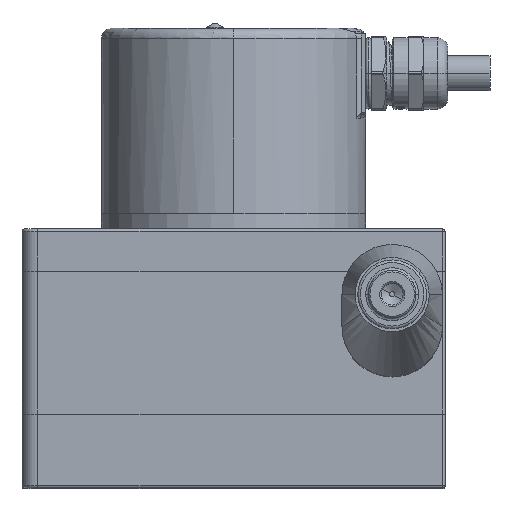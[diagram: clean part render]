
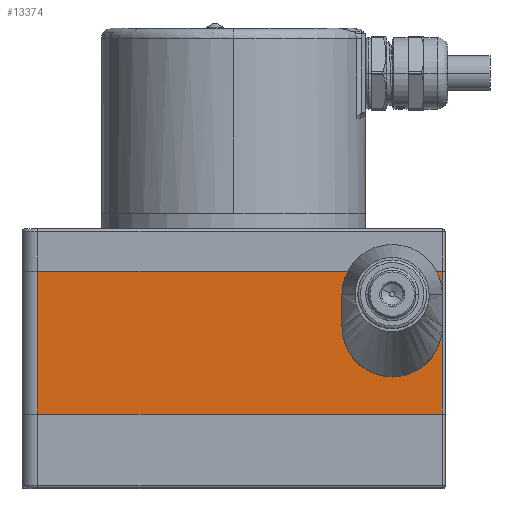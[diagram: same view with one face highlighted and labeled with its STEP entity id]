
A CAD part, top view. The second image highlights one B-rep face of the part: STEP entity #13374.
In plain terms, the highlighted planar face has unit normal (0, 0, 1).
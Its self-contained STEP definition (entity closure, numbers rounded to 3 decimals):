
#13183=CARTESIAN_POINT('Vertex',(-37.,-22.5,40.)) ;
#13186=CARTESIAN_POINT('Line Origine',(-37.,-9.,40.)) ;
#13190=CARTESIAN_POINT('Vertex',(-37.,4.5,40.)) ;
#13344=CARTESIAN_POINT('Axis2P3D Location',(40.,0.,40.)) ;
#13349=CARTESIAN_POINT('Line Origine',(1.25,4.5,40.)) ;
#13353=CARTESIAN_POINT('Vertex',(39.5,4.5,40.)) ;
#13356=CARTESIAN_POINT('Line Origine',(1.25,-22.5,40.)) ;
#13360=CARTESIAN_POINT('Vertex',(39.5,-22.5,40.)) ;
#13363=CARTESIAN_POINT('Line Origine',(39.5,-9.,40.)) ;
#13187=DIRECTION('Vector Direction',(0.,-1.,0.)) ;
#13345=DIRECTION('Axis2P3D Direction',(0.,0.,1.)) ;
#13346=DIRECTION('Axis2P3D XDirection',(-1.,0.,0.)) ;
#13350=DIRECTION('Vector Direction',(-1.,0.,0.)) ;
#13357=DIRECTION('Vector Direction',(-1.,0.,0.)) ;
#13364=DIRECTION('Vector Direction',(0.,-1.,0.)) ;
#13347=AXIS2_PLACEMENT_3D('Plane Axis2P3D',#13344,#13345,#13346) ;
#13369=ORIENTED_EDGE('',*,*,#13355,.F.) ;
#13370=ORIENTED_EDGE('',*,*,#13192,.T.) ;
#13371=ORIENTED_EDGE('',*,*,#13362,.T.) ;
#13372=ORIENTED_EDGE('',*,*,#13367,.F.) ;
#13188=VECTOR('Line Direction',#13187,1.) ;
#13351=VECTOR('Line Direction',#13350,1.) ;
#13358=VECTOR('Line Direction',#13357,1.) ;
#13365=VECTOR('Line Direction',#13364,1.) ;
#13374=ADVANCED_FACE('\X2\96F64EF651E04F554F53\X0\',(#13373),#13348,.T.) ;
#13192=EDGE_CURVE('',#13191,#13184,#13189,.T.) ;
#13355=EDGE_CURVE('',#13191,#13354,#13352,.F.) ;
#13362=EDGE_CURVE('',#13184,#13361,#13359,.F.) ;
#13367=EDGE_CURVE('',#13354,#13361,#13366,.T.) ;
#13368=EDGE_LOOP('',(#13369,#13370,#13371,#13372)) ;
#13373=FACE_OUTER_BOUND('',#13368,.T.) ;
#13189=LINE('Line',#13186,#13188) ;
#13352=LINE('Line',#13349,#13351) ;
#13359=LINE('Line',#13356,#13358) ;
#13366=LINE('Line',#13363,#13365) ;
#13348=PLANE('',#13347) ;
#13184=VERTEX_POINT('',#13183) ;
#13191=VERTEX_POINT('',#13190) ;
#13354=VERTEX_POINT('',#13353) ;
#13361=VERTEX_POINT('',#13360) ;
